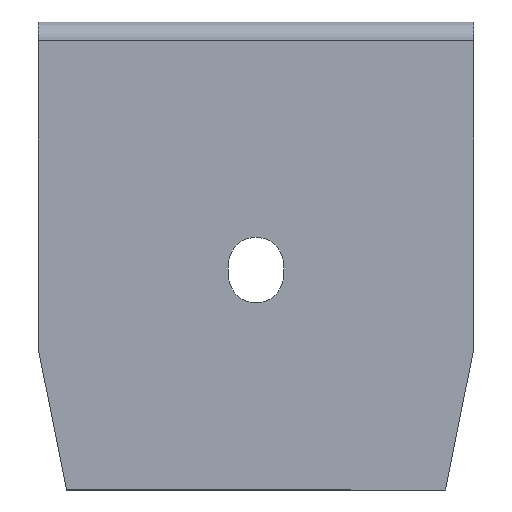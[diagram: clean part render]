
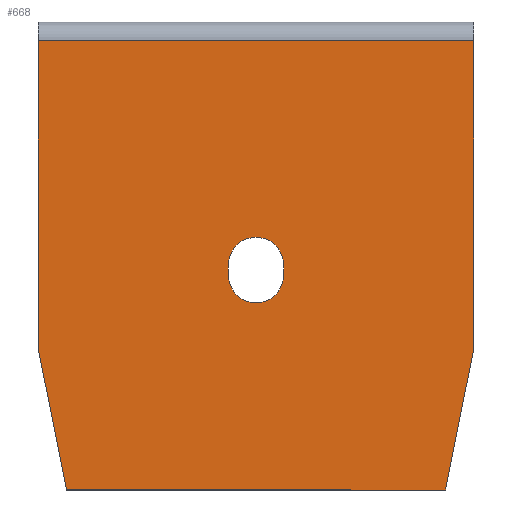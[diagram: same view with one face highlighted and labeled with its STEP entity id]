
A CAD part, left-side view. The second image highlights one B-rep face of the part: STEP entity #668.
In plain terms, the highlighted planar face has unit normal (-1, 0, 0).
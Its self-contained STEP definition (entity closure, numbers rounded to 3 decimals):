
#30 = EDGE_CURVE ( 'NONE', #370, #81, #1101, .T. ) ;
#36 = ORIENTED_EDGE ( 'NONE', *, *, #565, .T. ) ;
#55 = CARTESIAN_POINT ( 'NONE',  ( -34., 2.95, -25.95 ) ) ;
#58 = LINE ( 'NONE', #562, #101 ) ;
#60 = CARTESIAN_POINT ( 'NONE',  ( -34., 0., -30. ) ) ;
#81 = VERTEX_POINT ( 'NONE', #429 ) ;
#85 = ORIENTED_EDGE ( 'NONE', *, *, #819, .F. ) ;
#88 = EDGE_CURVE ( 'NONE', #387, #743, #934, .T. ) ;
#89 = CARTESIAN_POINT ( 'NONE',  ( -34., -18.577, -58.365 ) ) ;
#100 = ORIENTED_EDGE ( 'NONE', *, *, #898, .T. ) ;
#101 = VECTOR ( 'NONE', #568, 1000. ) ;
#113 = AXIS2_PLACEMENT_3D ( 'NONE', #406, #398, #394 ) ;
#118 = DIRECTION ( 'NONE',  ( 0., -0.196, 0.981 ) ) ;
#119 = EDGE_CURVE ( 'NONE', #404, #344, #805, .T. ) ;
#137 = VERTEX_POINT ( 'NONE', #1075 ) ;
#139 = ORIENTED_EDGE ( 'NONE', *, *, #30, .T. ) ;
#142 = DIRECTION ( 'NONE',  ( 0., 0., -1. ) ) ;
#153 = ORIENTED_EDGE ( 'NONE', *, *, #318, .T. ) ;
#169 = AXIS2_PLACEMENT_3D ( 'NONE', #339, #332, #325 ) ;
#207 = ORIENTED_EDGE ( 'NONE', *, *, #630, .T. ) ;
#208 = ORIENTED_EDGE ( 'NONE', *, *, #649, .F. ) ;
#219 = ORIENTED_EDGE ( 'NONE', *, *, #640, .F. ) ;
#261 = CARTESIAN_POINT ( 'NONE',  ( -34., -2.95, -50. ) ) ;
#273 = DIRECTION ( 'NONE',  ( 0., 0., -1. ) ) ;
#283 = PLANE ( 'NONE',  #504 ) ;
#287 = CARTESIAN_POINT ( 'NONE',  ( -34., 23.25, -50. ) ) ;
#314 = DIRECTION ( 'NONE',  ( 1., 0., 0. ) ) ;
#318 = EDGE_CURVE ( 'NONE', #593, #137, #401, .T. ) ;
#324 = CARTESIAN_POINT ( 'NONE',  ( -34., 0., -27.05 ) ) ;
#325 = DIRECTION ( 'NONE',  ( 0., 0., -1. ) ) ;
#332 = DIRECTION ( 'NONE',  ( -1., 0., 0. ) ) ;
#339 = CARTESIAN_POINT ( 'NONE',  ( -34., 0., -25.95 ) ) ;
#341 = VERTEX_POINT ( 'NONE', #55 ) ;
#344 = VERTEX_POINT ( 'NONE', #356 ) ;
#350 = DIRECTION ( 'NONE',  ( 0., 0., -1. ) ) ;
#355 = DIRECTION ( 'NONE',  ( 1., 0., 0. ) ) ;
#356 = CARTESIAN_POINT ( 'NONE',  ( -34., -20.25, -50. ) ) ;
#370 = VERTEX_POINT ( 'NONE', #60 ) ;
#387 = VERTEX_POINT ( 'NONE', #500 ) ;
#394 = DIRECTION ( 'NONE',  ( 0., 0., -1. ) ) ;
#396 = VECTOR ( 'NONE', #142, 1000. ) ;
#398 = DIRECTION ( 'NONE',  ( 1., 0., 0. ) ) ;
#401 = LINE ( 'NONE', #261, #396 ) ;
#404 = VERTEX_POINT ( 'NONE', #1108 ) ;
#406 = CARTESIAN_POINT ( 'NONE',  ( -34., 0., -27.05 ) ) ;
#409 = CARTESIAN_POINT ( 'NONE',  ( -34., 2.95, -50. ) ) ;
#427 = DIRECTION ( 'NONE',  ( 0., 0., -1. ) ) ;
#429 = CARTESIAN_POINT ( 'NONE',  ( -34., 2.95, -27.05 ) ) ;
#440 = EDGE_LOOP ( 'NONE', ( #100, #36, #85, #445, #502, #1034 ) ) ;
#445 = ORIENTED_EDGE ( 'NONE', *, *, #88, .F. ) ;
#469 = DIRECTION ( 'NONE',  ( 0., 0., 1. ) ) ;
#488 = CARTESIAN_POINT ( 'NONE',  ( -34., 23.25, -50. ) ) ;
#491 = EDGE_LOOP ( 'NONE', ( #219, #208, #153, #207, #139 ) ) ;
#500 = CARTESIAN_POINT ( 'NONE',  ( -34., 23.25, -35. ) ) ;
#502 = ORIENTED_EDGE ( 'NONE', *, *, #909, .T. ) ;
#504 = AXIS2_PLACEMENT_3D ( 'NONE', #287, #314, #273 ) ;
#510 = CARTESIAN_POINT ( 'NONE',  ( -34., -2.95, -25.95 ) ) ;
#527 = CARTESIAN_POINT ( 'NONE',  ( -34., 23.25, -2. ) ) ;
#562 = CARTESIAN_POINT ( 'NONE',  ( -34., -23.25, -50. ) ) ;
#565 = EDGE_CURVE ( 'NONE', #1024, #786, #58, .T. ) ;
#568 = DIRECTION ( 'NONE',  ( 0., 0., 1. ) ) ;
#593 = VERTEX_POINT ( 'NONE', #510 ) ;
#614 = CARTESIAN_POINT ( 'NONE',  ( -34., 23.25, -2. ) ) ;
#624 = DIRECTION ( 'NONE',  ( 0., -1., 0. ) ) ;
#630 = EDGE_CURVE ( 'NONE', #137, #370, #1037, .T. ) ;
#640 = EDGE_CURVE ( 'NONE', #341, #81, #1010, .T. ) ;
#649 = EDGE_CURVE ( 'NONE', #593, #341, #1071, .T. ) ;
#668 = ADVANCED_FACE ( 'NONE', ( #999, #852 ), #283, .F. ) ;
#743 = VERTEX_POINT ( 'NONE', #527 ) ;
#758 = CARTESIAN_POINT ( 'NONE',  ( -34., 23.25, -50. ) ) ;
#775 = VECTOR ( 'NONE', #1065, 1000. ) ;
#786 = VERTEX_POINT ( 'NONE', #842 ) ;
#798 = AXIS2_PLACEMENT_3D ( 'NONE', #324, #355, #350 ) ;
#805 = LINE ( 'NONE', #758, #775 ) ;
#819 = EDGE_CURVE ( 'NONE', #743, #786, #1003, .T. ) ;
#842 = CARTESIAN_POINT ( 'NONE',  ( -34., -23.25, -2. ) ) ;
#852 = FACE_OUTER_BOUND ( 'NONE', #440, .T. ) ;
#868 = VECTOR ( 'NONE', #469, 1000. ) ;
#889 = VECTOR ( 'NONE', #118, 1000. ) ;
#898 = EDGE_CURVE ( 'NONE', #344, #1024, #943, .T. ) ;
#901 = LINE ( 'NONE', #1102, #912 ) ;
#909 = EDGE_CURVE ( 'NONE', #387, #404, #901, .T. ) ;
#912 = VECTOR ( 'NONE', #1074, 1000. ) ;
#934 = LINE ( 'NONE', #488, #868 ) ;
#943 = LINE ( 'NONE', #89, #889 ) ;
#979 = VECTOR ( 'NONE', #624, 1000. ) ;
#988 = VECTOR ( 'NONE', #427, 1000. ) ;
#999 = FACE_BOUND ( 'NONE', #491, .T. ) ;
#1003 = LINE ( 'NONE', #614, #979 ) ;
#1007 = CARTESIAN_POINT ( 'NONE',  ( -34., -23.25, -35. ) ) ;
#1010 = LINE ( 'NONE', #409, #988 ) ;
#1024 = VERTEX_POINT ( 'NONE', #1007 ) ;
#1034 = ORIENTED_EDGE ( 'NONE', *, *, #119, .T. ) ;
#1037 = CIRCLE ( 'NONE', #113, 2.95 ) ;
#1065 = DIRECTION ( 'NONE',  ( 0., -1., 0. ) ) ;
#1071 = CIRCLE ( 'NONE', #169, 2.95 ) ;
#1074 = DIRECTION ( 'NONE',  ( 0., -0.196, -0.981 ) ) ;
#1075 = CARTESIAN_POINT ( 'NONE',  ( -34., -2.95, -27.05 ) ) ;
#1101 = CIRCLE ( 'NONE', #798, 2.95 ) ;
#1102 = CARTESIAN_POINT ( 'NONE',  ( -34., 20.365, -49.423 ) ) ;
#1108 = CARTESIAN_POINT ( 'NONE',  ( -34., 20.25, -50. ) ) ;
